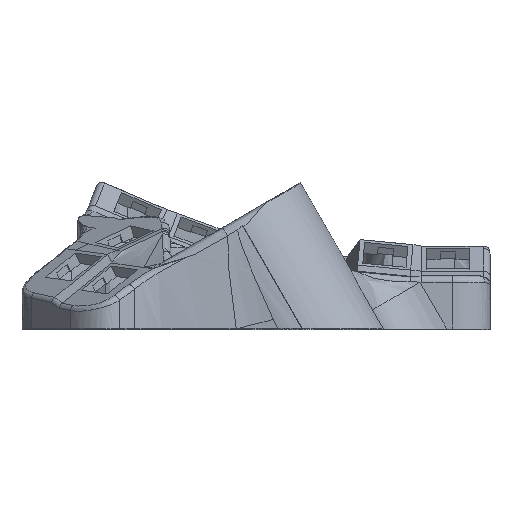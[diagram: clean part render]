
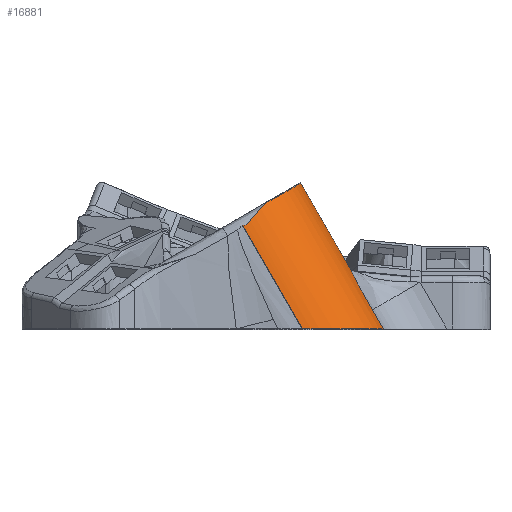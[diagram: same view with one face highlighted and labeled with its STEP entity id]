
A CAD part, top view. The second image highlights one B-rep face of the part: STEP entity #16881.
In plain terms, the highlighted cylindrical face has radius 26.253 mm (diameter 52.505 mm), a partial arc.
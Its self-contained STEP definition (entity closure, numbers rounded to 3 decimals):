
#18=ELLIPSE('',#17717,30.314,26.253);
#22=ELLIPSE('',#17721,39.318,26.253);
#24=ELLIPSE('',#17723,26.885,26.253);
#26=ELLIPSE('',#17725,35.372,26.253);
#28=ELLIPSE('',#17727,26.966,26.253);
#85=CYLINDRICAL_SURFACE('',#17731,26.253);
#1159=FACE_OUTER_BOUND('',#2102,.T.);
#2102=EDGE_LOOP('',(#12660,#12661,#12662,#12663,#12664,#12665,#12666,#12667,
#12668,#12669,#12670,#12671,#12672,#12673));
#3205=LINE('',#27540,#5050);
#3206=LINE('',#27542,#5051);
#5050=VECTOR('',#19006,10.);
#5051=VECTOR('',#19007,10.);
#6852=B_SPLINE_CURVE_WITH_KNOTS('',3,(#27433,#27434,#27435,#27436,#27437,
#27438),.UNSPECIFIED.,.F.,.F.,(4,2,4),(-0.821,-0.559,
0.),.UNSPECIFIED.);
#6855=B_SPLINE_CURVE_WITH_KNOTS('',3,(#27494,#27495,#27496,#27497,#27498,
#27499,#27500,#27501,#27502,#27503),.UNSPECIFIED.,.F.,.F.,(4,2,2,2,4),(0.438,
0.532,1.077,1.96,2.144),
 .UNSPECIFIED.);
#6856=B_SPLINE_CURVE_WITH_KNOTS('',3,(#27506,#27507,#27508,#27509,#27510,
#27511,#27512,#27513,#27514,#27515,#27516,#27517,#27518,#27519,#27520,#27521),
 .UNSPECIFIED.,.F.,.F.,(4,2,2,2,2,2,2,4),(-2.453,-2.142,
-1.766,-1.569,-1.406,-1.188,
-0.816,-0.528),.UNSPECIFIED.);
#6857=B_SPLINE_CURVE_WITH_KNOTS('',3,(#27523,#27524,#27525,#27526,#27527,
#27528,#27529,#27530,#27531,#27532),.UNSPECIFIED.,.F.,.F.,(4,2,2,2,4),(0.163,
0.379,0.799,0.979,0.981),
 .UNSPECIFIED.);
#6858=B_SPLINE_CURVE_WITH_KNOTS('',3,(#27534,#27535,#27536,#27537,#27538,
#27539),.UNSPECIFIED.,.F.,.F.,(4,2,4),(-0.003,0.,0.1),
 .UNSPECIFIED.);
#6859=B_SPLINE_CURVE_WITH_KNOTS('',3,(#27544,#27545,#27546,#27547,#27548),
 .UNSPECIFIED.,.F.,.F.,(4,1,4),(0.,1.125,
1.332),.UNSPECIFIED.);
#6860=B_SPLINE_CURVE_WITH_KNOTS('',3,(#27549,#27550,#27551,#27552),
 .UNSPECIFIED.,.F.,.F.,(4,4),(1.332,1.652),
 .UNSPECIFIED.);
#7588=VERTEX_POINT('',#26545);
#7589=VERTEX_POINT('',#26547);
#7609=VERTEX_POINT('',#26961);
#7610=VERTEX_POINT('',#26972);
#7613=VERTEX_POINT('',#27013);
#7616=VERTEX_POINT('',#27088);
#7619=VERTEX_POINT('',#27165);
#7641=VERTEX_POINT('',#27430);
#7642=VERTEX_POINT('',#27432);
#7644=VERTEX_POINT('',#27505);
#7645=VERTEX_POINT('',#27522);
#7646=VERTEX_POINT('',#27533);
#7647=VERTEX_POINT('',#27541);
#7648=VERTEX_POINT('',#27543);
#9442=EDGE_CURVE('',#7588,#7589,#18,.T.);
#9469=EDGE_CURVE('',#7610,#7609,#22,.T.);
#9473=EDGE_CURVE('',#7613,#7610,#24,.T.);
#9477=EDGE_CURVE('',#7616,#7613,#26,.T.);
#9481=EDGE_CURVE('',#7619,#7616,#28,.T.);
#9510=EDGE_CURVE('',#7642,#7641,#6852,.T.);
#9514=EDGE_CURVE('',#7642,#7609,#6855,.T.);
#9515=EDGE_CURVE('',#7641,#7644,#6856,.T.);
#9516=EDGE_CURVE('',#7644,#7645,#6857,.T.);
#9517=EDGE_CURVE('',#7645,#7646,#6858,.T.);
#9518=EDGE_CURVE('',#7646,#7589,#3205,.T.);
#9519=EDGE_CURVE('',#7588,#7647,#3206,.T.);
#9520=EDGE_CURVE('',#7647,#7648,#6859,.T.);
#9521=EDGE_CURVE('',#7648,#7619,#6860,.T.);
#12660=ORIENTED_EDGE('',*,*,#9469,.T.);
#12661=ORIENTED_EDGE('',*,*,#9514,.F.);
#12662=ORIENTED_EDGE('',*,*,#9510,.T.);
#12663=ORIENTED_EDGE('',*,*,#9515,.T.);
#12664=ORIENTED_EDGE('',*,*,#9516,.T.);
#12665=ORIENTED_EDGE('',*,*,#9517,.T.);
#12666=ORIENTED_EDGE('',*,*,#9518,.T.);
#12667=ORIENTED_EDGE('',*,*,#9442,.F.);
#12668=ORIENTED_EDGE('',*,*,#9519,.T.);
#12669=ORIENTED_EDGE('',*,*,#9520,.T.);
#12670=ORIENTED_EDGE('',*,*,#9521,.T.);
#12671=ORIENTED_EDGE('',*,*,#9481,.T.);
#12672=ORIENTED_EDGE('',*,*,#9477,.T.);
#12673=ORIENTED_EDGE('',*,*,#9473,.T.);
#16881=ADVANCED_FACE('',(#1159),#85,.T.);
#17717=AXIS2_PLACEMENT_3D('',#26548,#18959,#18960);
#17721=AXIS2_PLACEMENT_3D('',#26973,#18972,#18973);
#17723=AXIS2_PLACEMENT_3D('',#27014,#18976,#18977);
#17725=AXIS2_PLACEMENT_3D('',#27089,#18980,#18981);
#17727=AXIS2_PLACEMENT_3D('',#27166,#18984,#18985);
#17731=AXIS2_PLACEMENT_3D('',#27504,#19004,#19005);
#18959=DIRECTION('center_axis',(0.,-1.,0.));
#18960=DIRECTION('ref_axis',(-1.,0.,0.));
#18972=DIRECTION('center_axis',(0.311,0.95,0.));
#18973=DIRECTION('ref_axis',(0.95,-0.311,0.));
#18976=DIRECTION('center_axis',(-0.675,0.738,0.));
#18977=DIRECTION('ref_axis',(0.738,0.675,0.));
#18980=DIRECTION('center_axis',(0.209,0.978,0.));
#18981=DIRECTION('ref_axis',(0.978,-0.209,0.));
#18984=DIRECTION('center_axis',(-0.685,0.729,0.));
#18985=DIRECTION('ref_axis',(0.729,0.685,0.));
#19004=DIRECTION('center_axis',(-0.5,0.866,0.));
#19005=DIRECTION('ref_axis',(0.,0.,-1.));
#19006=DIRECTION('',(0.5,-0.866,0.));
#19007=DIRECTION('',(-0.5,0.866,0.));
#26545=CARTESIAN_POINT('',(33.779,0.,43.927));
#26547=CARTESIAN_POINT('',(7.938,0.,64.867));
#26548=CARTESIAN_POINT('Origin',(4.041,0.,38.832));
#26961=CARTESIAN_POINT('',(-10.11,18.056,12.778));
#26972=CARTESIAN_POINT('',(-1.082,15.104,12.765));
#26973=CARTESIAN_POINT('Origin',(-5.516,16.554,38.832));
#27013=CARTESIAN_POINT('',(2.62,18.49,13.832));
#27014=CARTESIAN_POINT('Origin',(-3.436,12.951,38.832));
#27088=CARTESIAN_POINT('',(18.549,15.08,21.948));
#27089=CARTESIAN_POINT('Origin',(-7.938,20.75,38.832));
#27165=CARTESIAN_POINT('',(23.111,19.366,40.524));
#27166=CARTESIAN_POINT('Origin',(3.498,0.942,38.832));
#27430=CARTESIAN_POINT('',(-3.285,40.489,16.561));
#27432=CARTESIAN_POINT('',(-8.558,35.297,13.458));
#27433=CARTESIAN_POINT('Ctrl Pts',(-8.558,35.297,13.458));
#27434=CARTESIAN_POINT('Ctrl Pts',(-8.154,36.027,13.648));
#27435=CARTESIAN_POINT('Ctrl Pts',(-7.687,36.706,13.878));
#27436=CARTESIAN_POINT('Ctrl Pts',(-6.015,38.686,14.764));
#27437=CARTESIAN_POINT('Ctrl Pts',(-4.666,39.717,15.574));
#27438=CARTESIAN_POINT('Ctrl Pts',(-3.285,40.489,16.561));
#27494=CARTESIAN_POINT('Ctrl Pts',(-8.558,35.297,13.458));
#27495=CARTESIAN_POINT('Ctrl Pts',(-8.687,35.064,13.398));
#27496=CARTESIAN_POINT('Ctrl Pts',(-8.808,34.828,13.342));
#27497=CARTESIAN_POINT('Ctrl Pts',(-9.587,33.193,12.987));
#27498=CARTESIAN_POINT('Ctrl Pts',(-10.008,31.686,12.819));
#27499=CARTESIAN_POINT('Ctrl Pts',(-10.675,27.633,12.551));
#27500=CARTESIAN_POINT('Ctrl Pts',(-10.731,24.539,12.531));
#27501=CARTESIAN_POINT('Ctrl Pts',(-10.302,19.745,12.701));
#27502=CARTESIAN_POINT('Ctrl Pts',(-10.212,18.904,12.737));
#27503=CARTESIAN_POINT('Ctrl Pts',(-10.11,18.056,12.778));
#27504=CARTESIAN_POINT('Origin',(-15.392,33.66,38.832));
#27505=CARTESIAN_POINT('',(-3.443,40.42,61.209));
#27506=CARTESIAN_POINT('Ctrl Pts',(-3.285,40.489,16.561));
#27507=CARTESIAN_POINT('Ctrl Pts',(-1.161,41.677,18.079));
#27508=CARTESIAN_POINT('Ctrl Pts',(0.714,42.766,19.987));
#27509=CARTESIAN_POINT('Ctrl Pts',(4.221,44.742,24.907));
#27510=CARTESIAN_POINT('Ctrl Pts',(5.668,45.53,28.016));
#27511=CARTESIAN_POINT('Ctrl Pts',(6.977,46.288,33.108));
#27512=CARTESIAN_POINT('Ctrl Pts',(7.265,46.459,34.906));
#27513=CARTESIAN_POINT('Ctrl Pts',(7.497,46.593,38.23));
#27514=CARTESIAN_POINT('Ctrl Pts',(7.491,46.585,39.742));
#27515=CARTESIAN_POINT('Ctrl Pts',(7.214,46.416,43.26));
#27516=CARTESIAN_POINT('Ctrl Pts',(6.854,46.205,45.245));
#27517=CARTESIAN_POINT('Ctrl Pts',(5.334,45.361,50.436));
#27518=CARTESIAN_POINT('Ctrl Pts',(3.822,44.52,53.462));
#27519=CARTESIAN_POINT('Ctrl Pts',(0.33,42.525,58.083));
#27520=CARTESIAN_POINT('Ctrl Pts',(-1.456,41.519,59.816));
#27521=CARTESIAN_POINT('Ctrl Pts',(-3.443,40.42,61.209));
#27522=CARTESIAN_POINT('',(-9.943,33.343,64.685));
#27523=CARTESIAN_POINT('Ctrl Pts',(-3.443,40.42,61.209));
#27524=CARTESIAN_POINT('Ctrl Pts',(-3.984,39.985,61.63));
#27525=CARTESIAN_POINT('Ctrl Pts',(-4.549,39.457,62.049));
#27526=CARTESIAN_POINT('Ctrl Pts',(-6.309,37.632,63.231));
#27527=CARTESIAN_POINT('Ctrl Pts',(-7.439,36.25,63.838));
#27528=CARTESIAN_POINT('Ctrl Pts',(-9.104,34.284,64.456));
#27529=CARTESIAN_POINT('Ctrl Pts',(-9.546,33.772,64.587));
#27530=CARTESIAN_POINT('Ctrl Pts',(-9.933,33.353,64.683));
#27531=CARTESIAN_POINT('Ctrl Pts',(-9.938,33.348,64.684));
#27532=CARTESIAN_POINT('Ctrl Pts',(-9.943,33.343,64.685));
#27533=CARTESIAN_POINT('',(-11.111,32.993,64.867));
#27534=CARTESIAN_POINT('Ctrl Pts',(-9.943,33.343,64.685));
#27535=CARTESIAN_POINT('Ctrl Pts',(-9.952,33.341,64.687));
#27536=CARTESIAN_POINT('Ctrl Pts',(-9.961,33.338,64.689));
#27537=CARTESIAN_POINT('Ctrl Pts',(-10.289,33.264,64.745));
#27538=CARTESIAN_POINT('Ctrl Pts',(-10.675,33.187,64.805));
#27539=CARTESIAN_POINT('Ctrl Pts',(-11.111,32.993,64.867));
#27540=CARTESIAN_POINT('',(-12.47,35.347,64.867));
#27541=CARTESIAN_POINT('',(30.259,6.098,43.927));
#27542=CARTESIAN_POINT('',(6.911,46.537,43.927));
#27543=CARTESIAN_POINT('',(24.275,17.146,41.698));
#27544=CARTESIAN_POINT('Ctrl Pts',(30.259,6.098,43.927));
#27545=CARTESIAN_POINT('Ctrl Pts',(28.384,9.345,43.927));
#27546=CARTESIAN_POINT('Ctrl Pts',(26.287,13.268,43.293));
#27547=CARTESIAN_POINT('Ctrl Pts',(24.538,16.639,41.928));
#27548=CARTESIAN_POINT('Ctrl Pts',(24.275,17.146,41.699));
#27549=CARTESIAN_POINT('Ctrl Pts',(24.275,17.146,41.699));
#27550=CARTESIAN_POINT('Ctrl Pts',(23.868,17.93,41.346));
#27551=CARTESIAN_POINT('Ctrl Pts',(23.481,18.675,40.953));
#27552=CARTESIAN_POINT('Ctrl Pts',(23.112,19.368,40.525));
